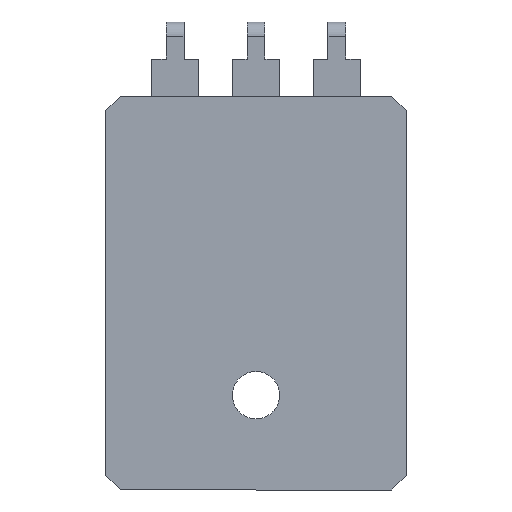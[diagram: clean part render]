
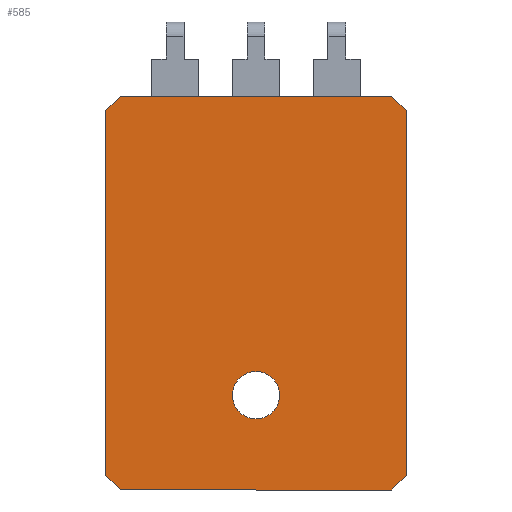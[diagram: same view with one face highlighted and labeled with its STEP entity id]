
A CAD part, front view. The second image highlights one B-rep face of the part: STEP entity #585.
In plain terms, the highlighted planar face has unit normal (0, -1, 0).
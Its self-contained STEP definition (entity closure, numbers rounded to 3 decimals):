
#2 = CARTESIAN_POINT ( 'NONE',  ( 11.225, -2.8, 11.225 ) ) ;
#21 = ORIENTED_EDGE ( 'NONE', *, *, #866, .T. ) ;
#36 = VERTEX_POINT ( 'NONE', #98 ) ;
#45 = VECTOR ( 'NONE', #890, 1000. ) ;
#50 = ORIENTED_EDGE ( 'NONE', *, *, #1318, .F. ) ;
#70 = VERTEX_POINT ( 'NONE', #1270 ) ;
#72 = CARTESIAN_POINT ( 'NONE',  ( -10.15, -2.8, 0. ) ) ;
#98 = CARTESIAN_POINT ( 'NONE',  ( 9.15, -2.8, -13.3 ) ) ;
#133 = DIRECTION ( 'NONE',  ( -0.707, 0., 0.707 ) ) ;
#152 = CARTESIAN_POINT ( 'NONE',  ( -11.225, -2.8, -11.225 ) ) ;
#160 = VERTEX_POINT ( 'NONE', #375 ) ;
#171 = CARTESIAN_POINT ( 'NONE',  ( 0., -2.8, -6.9 ) ) ;
#188 = CARTESIAN_POINT ( 'NONE',  ( 0., -2.8, 13.3 ) ) ;
#191 = EDGE_CURVE ( 'NONE', #160, #1002, #1005, .T. ) ;
#198 = ORIENTED_EDGE ( 'NONE', *, *, #544, .T. ) ;
#289 = VECTOR ( 'NONE', #787, 1000. ) ;
#292 = CARTESIAN_POINT ( 'NONE',  ( 10.15, -2.8, -12.3 ) ) ;
#307 = VERTEX_POINT ( 'NONE', #1616 ) ;
#314 = DIRECTION ( 'NONE',  ( 0., 1., 0. ) ) ;
#362 = DIRECTION ( 'NONE',  ( -0.707, 0., -0.707 ) ) ;
#364 = EDGE_CURVE ( 'NONE', #498, #1002, #1556, .T. ) ;
#368 = DIRECTION ( 'NONE',  ( -1., 0., 0. ) ) ;
#375 = CARTESIAN_POINT ( 'NONE',  ( -10.15, -2.8, 12.3 ) ) ;
#387 = CIRCLE ( 'NONE', #1586, 1.6 ) ;
#425 = EDGE_CURVE ( 'NONE', #1199, #70, #387, .T. ) ;
#431 = ORIENTED_EDGE ( 'NONE', *, *, #425, .T. ) ;
#448 = ORIENTED_EDGE ( 'NONE', *, *, #1660, .F. ) ;
#471 = ORIENTED_EDGE ( 'NONE', *, *, #364, .F. ) ;
#498 = VERTEX_POINT ( 'NONE', #1061 ) ;
#523 = VECTOR ( 'NONE', #1811, 1000. ) ;
#544 = EDGE_CURVE ( 'NONE', #70, #1199, #985, .T. ) ;
#546 = VERTEX_POINT ( 'NONE', #292 ) ;
#585 = ADVANCED_FACE ( 'NONE', ( #1821, #1509 ), #1679, .F. ) ;
#591 = CARTESIAN_POINT ( 'NONE',  ( 0., -2.8, -6.9 ) ) ;
#609 = AXIS2_PLACEMENT_3D ( 'NONE', #1685, #1532, #926 ) ;
#611 = EDGE_LOOP ( 'NONE', ( #902, #21, #660, #1390, #471, #448, #50, #1593 ) ) ;
#660 = ORIENTED_EDGE ( 'NONE', *, *, #1505, .T. ) ;
#716 = VECTOR ( 'NONE', #1327, 1000. ) ;
#787 = DIRECTION ( 'NONE',  ( 0., 0., -1. ) ) ;
#807 = CARTESIAN_POINT ( 'NONE',  ( 0., -2.8, -13.3 ) ) ;
#811 = AXIS2_PLACEMENT_3D ( 'NONE', #171, #314, #1510 ) ;
#813 = CARTESIAN_POINT ( 'NONE',  ( -11.225, -2.8, 11.225 ) ) ;
#859 = DIRECTION ( 'NONE',  ( 0., 1., 0. ) ) ;
#866 = EDGE_CURVE ( 'NONE', #307, #1847, #1357, .T. ) ;
#879 = CARTESIAN_POINT ( 'NONE',  ( -9.15, -2.8, 13.3 ) ) ;
#884 = CARTESIAN_POINT ( 'NONE',  ( 10.15, -2.8, 0. ) ) ;
#890 = DIRECTION ( 'NONE',  ( 0., 0., -1. ) ) ;
#898 = VECTOR ( 'NONE', #368, 1000. ) ;
#902 = ORIENTED_EDGE ( 'NONE', *, *, #1443, .T. ) ;
#926 = DIRECTION ( 'NONE',  ( 0., 0., 1. ) ) ;
#985 = CIRCLE ( 'NONE', #811, 1.6 ) ;
#1002 = VERTEX_POINT ( 'NONE', #1254 ) ;
#1005 = LINE ( 'NONE', #72, #289 ) ;
#1037 = DIRECTION ( 'NONE',  ( -0.707, 0., 0.707 ) ) ;
#1061 = CARTESIAN_POINT ( 'NONE',  ( -9.15, -2.8, -13.3 ) ) ;
#1107 = VECTOR ( 'NONE', #362, 1000. ) ;
#1131 = EDGE_LOOP ( 'NONE', ( #431, #198 ) ) ;
#1180 = LINE ( 'NONE', #2, #1805 ) ;
#1199 = VERTEX_POINT ( 'NONE', #1258 ) ;
#1235 = CARTESIAN_POINT ( 'NONE',  ( 10.15, -2.8, 12.3 ) ) ;
#1254 = CARTESIAN_POINT ( 'NONE',  ( -10.15, -2.8, -12.3 ) ) ;
#1258 = CARTESIAN_POINT ( 'NONE',  ( 0., -2.8, -5.3 ) ) ;
#1270 = CARTESIAN_POINT ( 'NONE',  ( 0., -2.8, -8.5 ) ) ;
#1290 = VECTOR ( 'NONE', #133, 1000. ) ;
#1318 = EDGE_CURVE ( 'NONE', #546, #36, #1569, .T. ) ;
#1327 = DIRECTION ( 'NONE',  ( -0.707, 0., -0.707 ) ) ;
#1332 = CARTESIAN_POINT ( 'NONE',  ( 11.225, -2.8, -11.225 ) ) ;
#1357 = LINE ( 'NONE', #188, #523 ) ;
#1390 = ORIENTED_EDGE ( 'NONE', *, *, #191, .T. ) ;
#1415 = EDGE_CURVE ( 'NONE', #1674, #546, #1611, .T. ) ;
#1443 = EDGE_CURVE ( 'NONE', #1674, #307, #1180, .T. ) ;
#1505 = EDGE_CURVE ( 'NONE', #1847, #160, #1513, .T. ) ;
#1509 = FACE_BOUND ( 'NONE', #1131, .T. ) ;
#1510 = DIRECTION ( 'NONE',  ( 0., 0., 1. ) ) ;
#1513 = LINE ( 'NONE', #813, #1107 ) ;
#1532 = DIRECTION ( 'NONE',  ( 0., 1., 0. ) ) ;
#1556 = LINE ( 'NONE', #152, #1290 ) ;
#1569 = LINE ( 'NONE', #1332, #716 ) ;
#1586 = AXIS2_PLACEMENT_3D ( 'NONE', #591, #859, #1644 ) ;
#1593 = ORIENTED_EDGE ( 'NONE', *, *, #1415, .F. ) ;
#1611 = LINE ( 'NONE', #884, #45 ) ;
#1616 = CARTESIAN_POINT ( 'NONE',  ( 9.15, -2.8, 13.3 ) ) ;
#1644 = DIRECTION ( 'NONE',  ( 0., 0., 1. ) ) ;
#1660 = EDGE_CURVE ( 'NONE', #36, #498, #1915, .T. ) ;
#1674 = VERTEX_POINT ( 'NONE', #1235 ) ;
#1679 = PLANE ( 'NONE',  #609 ) ;
#1685 = CARTESIAN_POINT ( 'NONE',  ( 0., -2.8, 0. ) ) ;
#1805 = VECTOR ( 'NONE', #1037, 1000. ) ;
#1811 = DIRECTION ( 'NONE',  ( -1., 0., 0. ) ) ;
#1821 = FACE_OUTER_BOUND ( 'NONE', #611, .T. ) ;
#1847 = VERTEX_POINT ( 'NONE', #879 ) ;
#1915 = LINE ( 'NONE', #807, #898 ) ;
